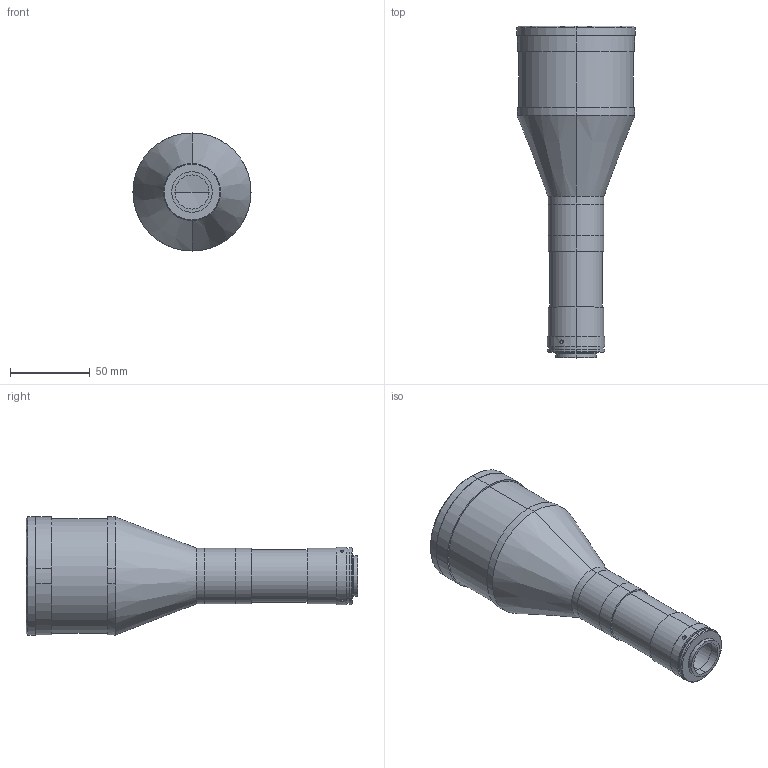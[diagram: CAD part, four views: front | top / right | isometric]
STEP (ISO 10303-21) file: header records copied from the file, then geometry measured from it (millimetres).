
FILE_DESCRIPTION (( 'STEP AP203' ), '1' );
FILE_NAME ('XF-5MDT03X178.STEP', '2019-08-21T05:45:57', ( 'lawlynn' ), ( '' ), 'SwSTEP 2.0', 'SolidWorks 2014', '' );
FILE_SCHEMA (( 'CONFIG_CONTROL_DESIGN' ));
Length unit declared in the file: millimetre
Products named in the file (1): XF-5MDT03X178
Bounding box: 74 x 208 x 74 mm (x, y, z)
Surface area: 45693.2 mm2 (no closed solid volume)
Topology: 0 solids, 11 shells, 86 faces, 213 edges, 142 vertices
Faces by surface type: cylinder 54, plane 22, cone 8, sphere 2
Entity records: 2862 total; most frequent: CARTESIAN_POINT 670, DIRECTION 498, ORIENTED_EDGE 369, EDGE_CURVE 213, AXIS2_PLACEMENT_3D 210, VERTEX_POINT 142, CIRCLE 123, EDGE_LOOP 103
